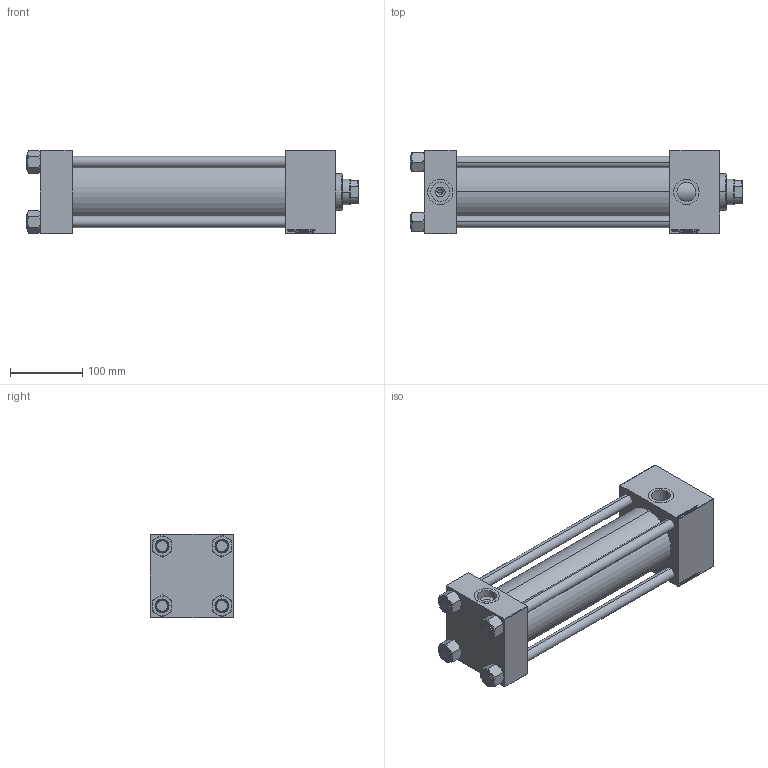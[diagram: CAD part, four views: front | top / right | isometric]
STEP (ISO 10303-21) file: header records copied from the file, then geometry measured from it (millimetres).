
FILE_DESCRIPTION (( 'STEP AP203' ), '1' );
FILE_NAME ('07bf.STEP', '2022-05-13T12:37:39', ( '' ), ( '' ), 'SwSTEP 2.0', 'SolidWorks 2019', '' );
FILE_SCHEMA (( 'CONFIG_CONTROL_DESIGN' ));
Length unit declared in the file: millimetre
Products named in the file (8): FEMALE_PART_FOR_DFA af8535e34f3981d8bf9d0bc1ecee5756; 07bf; NUT_M5_C af8535e34f3981d8bf9d0bc1ecee5756; V215CR_VCP_C af8535e34f3981d8bf9d0bc1ecee5756; V215CR_C_TYCINKA af8535e34f3981d8bf9d0bc1ecee5756; V215_VC_A af8535e34f3981d8bf9d0bc1ecee5756; V215CR_C_Body af8535e34f3981d8bf9d0bc1ecee5756; DFA af8535e34f3981d8bf9d0bc1ecee5756
Assembly tree (13 placements, depth 3):
  07bf
    V215CR_C_Body af8535e34f3981d8bf9d0bc1ecee5756
    V215CR_VCP_C af8535e34f3981d8bf9d0bc1ecee5756
    NUT_M5_C af8535e34f3981d8bf9d0bc1ecee5756  x4
    V215CR_C_TYCINKA af8535e34f3981d8bf9d0bc1ecee5756  x4
    V215_VC_A af8535e34f3981d8bf9d0bc1ecee5756
    DFA af8535e34f3981d8bf9d0bc1ecee5756
      FEMALE_PART_FOR_DFA af8535e34f3981d8bf9d0bc1ecee5756
Bounding box: 460 x 115 x 115 mm (x, y, z)
Volume: 2435350.3 mm3; surface area: 473036.9 mm2
Topology: 12 solids, 12 shells, 1235 faces, 3114 edges, 2023 vertices
Faces by surface type: plane 588, bspline 392, cone 148, cylinder 99, torus 8
Entity records: 51982 total; most frequent: CARTESIAN_POINT 27422, ORIENTED_EDGE 5492, DIRECTION 3582, EDGE_CURVE 2746, VERTEX_POINT 1801, LINE 1656, VECTOR 1656, EDGE_LOOP 1211
